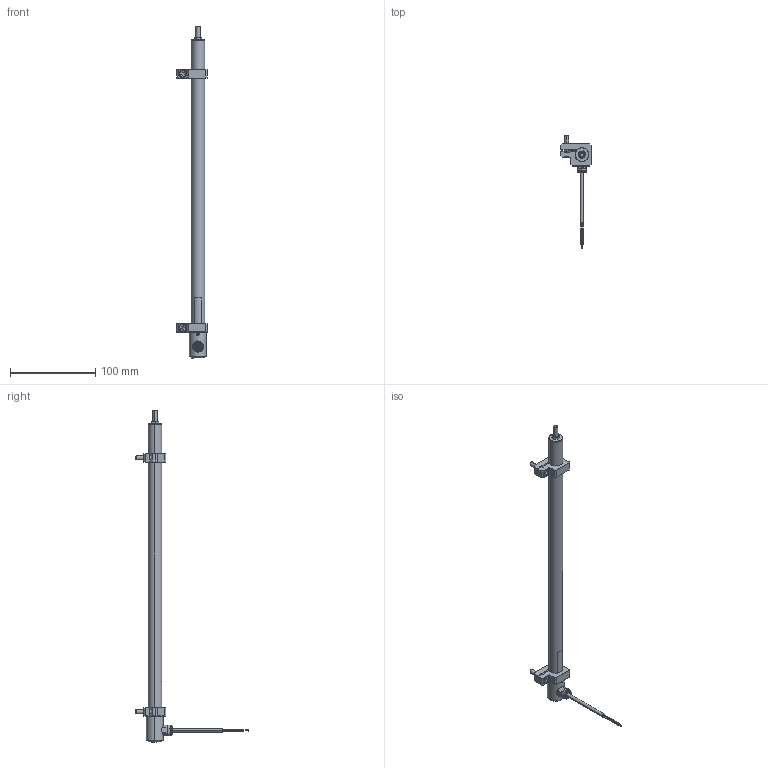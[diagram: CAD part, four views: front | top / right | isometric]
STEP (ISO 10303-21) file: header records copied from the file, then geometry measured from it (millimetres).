
FILE_DESCRIPTION (( 'STEP AP214' ), '1' );
FILE_NAME ('TX2_0300_Kabel_ein_Montageblock.STEP', '2011-01-27T13:01:24', ( 'novotechnik' ), ( 'novotechnik' ), 'SwSTEP 2.0', 'SolidWorks 2010', '' );
FILE_SCHEMA (( 'AUTOMOTIVE_DESIGN' ));
Length unit declared in the file: millimetre
Products named in the file (1): TX2_0300_Kabel_ein_Montageblock
Bounding box: 36 x 132.1 x 389.9 mm (x, y, z)
Surface area: 29411.6 mm2 (no closed solid volume)
Topology: 0 solids, 19 shells, 267 faces, 775 edges, 500 vertices
Faces by surface type: plane 113, cylinder 91, cone 42, torus 21
Entity records: 11733 total; most frequent: CARTESIAN_POINT 2064, DIRECTION 1429, ORIENTED_EDGE 1242, EDGE_CURVE 773, AXIS2_PLACEMENT_3D 501, VERTEX_POINT 500, VECTOR 427, LINE 427
